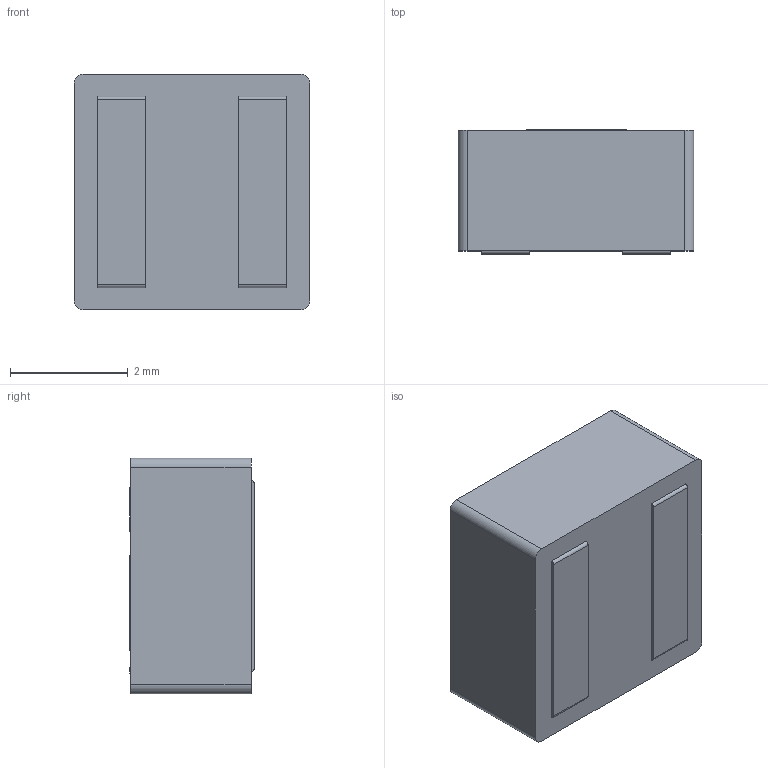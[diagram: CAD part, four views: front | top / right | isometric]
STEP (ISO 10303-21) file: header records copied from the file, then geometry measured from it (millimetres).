
FILE_DESCRIPTION (( 'STEP AP214' ), '1' );
FILE_NAME ('XFL4020-222MEB.STEP', '2021-06-12T07:07:35', ( '' ), ( '' ), 'SwSTEP 2.0', 'SolidWorks 2018', '' );
FILE_SCHEMA (( 'AUTOMOTIVE_DESIGN' ));
Length unit declared in the file: millimetre
Products named in the file (2): XFL4020-222MEB
Bounding box: 4 x 2.11 x 4 mm (x, y, z)
Volume: 33 mm3; surface area: 65.2 mm2
Topology: 1 solids, 1 shells, 90 faces, 243 edges, 162 vertices
Faces by surface type: bspline 49, plane 33, cylinder 8
Entity records: 6168 total; most frequent: CARTESIAN_POINT 3186, ORIENTED_EDGE 486, DIRECTION 247, EDGE_CURVE 243, VERTEX_POINT 162, LINE 129, VECTOR 129, B_SPLINE_CURVE_WITH_KNOTS 98
